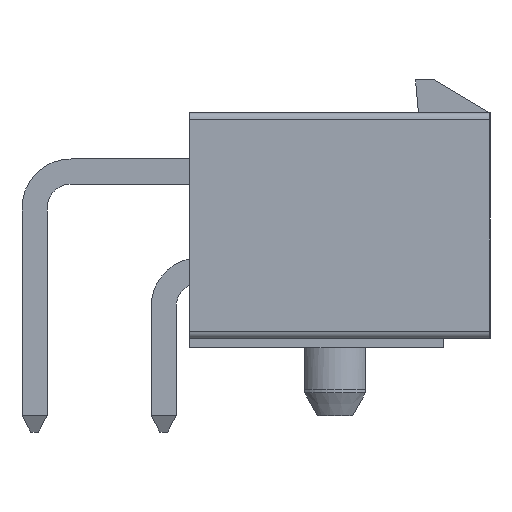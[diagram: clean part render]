
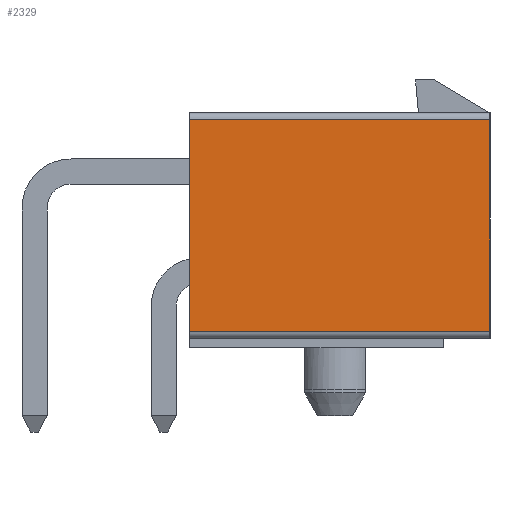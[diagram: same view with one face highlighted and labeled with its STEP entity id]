
A CAD part, left-side view. The second image highlights one B-rep face of the part: STEP entity #2329.
In plain terms, the highlighted planar face has unit normal (-1, 0, 0).
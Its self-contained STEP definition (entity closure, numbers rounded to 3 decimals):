
#32 = PLANE('',#33);
#33 = AXIS2_PLACEMENT_3D('',#34,#35,#36);
#34 = CARTESIAN_POINT('',(-8.4,-13.868,0.));
#35 = DIRECTION('',(0.,1.,0.));
#36 = DIRECTION('',(-1.,0.,0.));
#330 = VERTEX_POINT('',#331);
#331 = CARTESIAN_POINT('',(-19.5,-13.868,0.7));
#350 = CYLINDRICAL_SURFACE('',#351,0.3);
#351 = AXIS2_PLACEMENT_3D('',#352,#353,#354);
#352 = CARTESIAN_POINT('',(-19.2,-1.052,0.7));
#353 = DIRECTION('',(0.,-1.,0.));
#354 = DIRECTION('',(0.,0.,-1.));
#384 = EDGE_CURVE('',#330,#385,#387,.T.);
#385 = VERTEX_POINT('',#386);
#386 = CARTESIAN_POINT('',(-19.5,-13.868,9.7));
#387 = SURFACE_CURVE('',#388,(#392,#399),.PCURVE_S1.);
#388 = LINE('',#389,#390);
#389 = CARTESIAN_POINT('',(-19.5,-13.868,0.7));
#390 = VECTOR('',#391,1.);
#391 = DIRECTION('',(0.,0.,1.));
#392 = PCURVE('',#32,#393);
#393 = DEFINITIONAL_REPRESENTATION('',(#394),#398);
#394 = LINE('',#395,#396);
#395 = CARTESIAN_POINT('',(11.1,0.7));
#396 = VECTOR('',#397,1.);
#397 = DIRECTION('',(0.,1.));
#398 = ( GEOMETRIC_REPRESENTATION_CONTEXT(2) 
PARAMETRIC_REPRESENTATION_CONTEXT() REPRESENTATION_CONTEXT('2D SPACE',''
  ) );
#399 = PCURVE('',#400,#405);
#400 = PLANE('',#401);
#401 = AXIS2_PLACEMENT_3D('',#402,#403,#404);
#402 = CARTESIAN_POINT('',(-19.5,-13.868,0.4));
#403 = DIRECTION('',(-1.,0.,0.));
#404 = DIRECTION('',(0.,0.,1.));
#405 = DEFINITIONAL_REPRESENTATION('',(#406),#410);
#406 = LINE('',#407,#408);
#407 = CARTESIAN_POINT('',(0.3,0.));
#408 = VECTOR('',#409,1.);
#409 = DIRECTION('',(1.,0.));
#410 = ( GEOMETRIC_REPRESENTATION_CONTEXT(2) 
PARAMETRIC_REPRESENTATION_CONTEXT() REPRESENTATION_CONTEXT('2D SPACE',''
  ) );
#433 = CYLINDRICAL_SURFACE('',#434,0.3);
#434 = AXIS2_PLACEMENT_3D('',#435,#436,#437);
#435 = CARTESIAN_POINT('',(-19.2,-1.052,9.7));
#436 = DIRECTION('',(0.,-1.,0.));
#437 = DIRECTION('',(-1.,0.,0.));
#2136 = PLANE('',#2137);
#2137 = AXIS2_PLACEMENT_3D('',#2138,#2139,#2140);
#2138 = CARTESIAN_POINT('',(-8.4,-1.068,0.));
#2139 = DIRECTION('',(0.,1.,0.));
#2140 = DIRECTION('',(-1.,0.,0.));
#2240 = VERTEX_POINT('',#2241);
#2241 = CARTESIAN_POINT('',(-19.5,-1.068,9.7));
#2285 = EDGE_CURVE('',#2240,#385,#2286,.T.);
#2286 = SURFACE_CURVE('',#2287,(#2291,#2320),.PCURVE_S1.);
#2287 = LINE('',#2288,#2289);
#2288 = CARTESIAN_POINT('',(-19.5,-1.068,9.7));
#2289 = VECTOR('',#2290,1.);
#2290 = DIRECTION('',(0.,-1.,0.));
#2291 = PCURVE('',#433,#2292);
#2292 = DEFINITIONAL_REPRESENTATION('',(#2293),#2319);
#2293 = B_SPLINE_CURVE_WITH_KNOTS('',3,(#2294,#2295,#2296,#2297,#2298,
    #2299,#2300,#2301,#2302,#2303,#2304,#2305,#2306,#2307,#2308,#2309,
    #2310,#2311,#2312,#2313,#2314,#2315,#2316,#2317,#2318),
  .UNSPECIFIED.,.F.,.F.,(4,1,1,1,1,1,1,1,1,1,1,1,1,1,1,1,1,1,1,1,1,1,4),
  (0.,0.582,1.164,1.745,2.327,
    2.909,3.491,4.073,4.655,
    5.236,5.818,6.4,6.982,7.564,
    8.145,8.727,9.309,9.891,
    10.473,11.055,11.636,12.218,12.8
    ),.QUASI_UNIFORM_KNOTS.);
#2294 = CARTESIAN_POINT('',(6.283,0.016));
#2295 = CARTESIAN_POINT('',(6.283,0.21));
#2296 = CARTESIAN_POINT('',(6.283,0.597));
#2297 = CARTESIAN_POINT('',(6.283,1.179));
#2298 = CARTESIAN_POINT('',(6.283,1.761));
#2299 = CARTESIAN_POINT('',(6.283,2.343));
#2300 = CARTESIAN_POINT('',(6.283,2.925));
#2301 = CARTESIAN_POINT('',(6.283,3.507));
#2302 = CARTESIAN_POINT('',(6.283,4.088));
#2303 = CARTESIAN_POINT('',(6.283,4.67));
#2304 = CARTESIAN_POINT('',(6.283,5.252));
#2305 = CARTESIAN_POINT('',(6.283,5.834));
#2306 = CARTESIAN_POINT('',(6.283,6.416));
#2307 = CARTESIAN_POINT('',(6.283,6.997));
#2308 = CARTESIAN_POINT('',(6.283,7.579));
#2309 = CARTESIAN_POINT('',(6.283,8.161));
#2310 = CARTESIAN_POINT('',(6.283,8.743));
#2311 = CARTESIAN_POINT('',(6.283,9.325));
#2312 = CARTESIAN_POINT('',(6.283,9.907));
#2313 = CARTESIAN_POINT('',(6.283,10.488));
#2314 = CARTESIAN_POINT('',(6.283,11.07));
#2315 = CARTESIAN_POINT('',(6.283,11.652));
#2316 = CARTESIAN_POINT('',(6.283,12.234));
#2317 = CARTESIAN_POINT('',(6.283,12.622));
#2318 = CARTESIAN_POINT('',(6.283,12.816));
#2319 = ( GEOMETRIC_REPRESENTATION_CONTEXT(2) 
PARAMETRIC_REPRESENTATION_CONTEXT() REPRESENTATION_CONTEXT('2D SPACE',''
  ) );
#2320 = PCURVE('',#400,#2321);
#2321 = DEFINITIONAL_REPRESENTATION('',(#2322),#2326);
#2322 = LINE('',#2323,#2324);
#2323 = CARTESIAN_POINT('',(9.3,12.8));
#2324 = VECTOR('',#2325,1.);
#2325 = DIRECTION('',(0.,-1.));
#2326 = ( GEOMETRIC_REPRESENTATION_CONTEXT(2) 
PARAMETRIC_REPRESENTATION_CONTEXT() REPRESENTATION_CONTEXT('2D SPACE',''
  ) );
#2329 = ADVANCED_FACE('',(#2330),#400,.T.);
#2330 = FACE_BOUND('',#2331,.F.);
#2331 = EDGE_LOOP('',(#2332,#2333,#2334,#2379));
#2332 = ORIENTED_EDGE('',*,*,#2285,.T.);
#2333 = ORIENTED_EDGE('',*,*,#384,.F.);
#2334 = ORIENTED_EDGE('',*,*,#2335,.F.);
#2335 = EDGE_CURVE('',#2336,#330,#2338,.T.);
#2336 = VERTEX_POINT('',#2337);
#2337 = CARTESIAN_POINT('',(-19.5,-1.068,0.7));
#2338 = SURFACE_CURVE('',#2339,(#2343,#2350),.PCURVE_S1.);
#2339 = LINE('',#2340,#2341);
#2340 = CARTESIAN_POINT('',(-19.5,-1.068,0.7));
#2341 = VECTOR('',#2342,1.);
#2342 = DIRECTION('',(0.,-1.,0.));
#2343 = PCURVE('',#400,#2344);
#2344 = DEFINITIONAL_REPRESENTATION('',(#2345),#2349);
#2345 = LINE('',#2346,#2347);
#2346 = CARTESIAN_POINT('',(0.3,12.8));
#2347 = VECTOR('',#2348,1.);
#2348 = DIRECTION('',(0.,-1.));
#2349 = ( GEOMETRIC_REPRESENTATION_CONTEXT(2) 
PARAMETRIC_REPRESENTATION_CONTEXT() REPRESENTATION_CONTEXT('2D SPACE',''
  ) );
#2350 = PCURVE('',#350,#2351);
#2351 = DEFINITIONAL_REPRESENTATION('',(#2352),#2378);
#2352 = B_SPLINE_CURVE_WITH_KNOTS('',3,(#2353,#2354,#2355,#2356,#2357,
    #2358,#2359,#2360,#2361,#2362,#2363,#2364,#2365,#2366,#2367,#2368,
    #2369,#2370,#2371,#2372,#2373,#2374,#2375,#2376,#2377),
  .UNSPECIFIED.,.F.,.F.,(4,1,1,1,1,1,1,1,1,1,1,1,1,1,1,1,1,1,1,1,1,1,4),
  (0.,0.582,1.164,1.745,2.327,
    2.909,3.491,4.073,4.655,
    5.236,5.818,6.4,6.982,7.564,
    8.145,8.727,9.309,9.891,
    10.473,11.055,11.636,12.218,12.8
    ),.QUASI_UNIFORM_KNOTS.);
#2353 = CARTESIAN_POINT('',(4.712,0.016));
#2354 = CARTESIAN_POINT('',(4.712,0.21));
#2355 = CARTESIAN_POINT('',(4.712,0.597));
#2356 = CARTESIAN_POINT('',(4.712,1.179));
#2357 = CARTESIAN_POINT('',(4.712,1.761));
#2358 = CARTESIAN_POINT('',(4.712,2.343));
#2359 = CARTESIAN_POINT('',(4.712,2.925));
#2360 = CARTESIAN_POINT('',(4.712,3.507));
#2361 = CARTESIAN_POINT('',(4.712,4.088));
#2362 = CARTESIAN_POINT('',(4.712,4.67));
#2363 = CARTESIAN_POINT('',(4.712,5.252));
#2364 = CARTESIAN_POINT('',(4.712,5.834));
#2365 = CARTESIAN_POINT('',(4.712,6.416));
#2366 = CARTESIAN_POINT('',(4.712,6.997));
#2367 = CARTESIAN_POINT('',(4.712,7.579));
#2368 = CARTESIAN_POINT('',(4.712,8.161));
#2369 = CARTESIAN_POINT('',(4.712,8.743));
#2370 = CARTESIAN_POINT('',(4.712,9.325));
#2371 = CARTESIAN_POINT('',(4.712,9.907));
#2372 = CARTESIAN_POINT('',(4.712,10.488));
#2373 = CARTESIAN_POINT('',(4.712,11.07));
#2374 = CARTESIAN_POINT('',(4.712,11.652));
#2375 = CARTESIAN_POINT('',(4.712,12.234));
#2376 = CARTESIAN_POINT('',(4.712,12.622));
#2377 = CARTESIAN_POINT('',(4.712,12.816));
#2378 = ( GEOMETRIC_REPRESENTATION_CONTEXT(2) 
PARAMETRIC_REPRESENTATION_CONTEXT() REPRESENTATION_CONTEXT('2D SPACE',''
  ) );
#2379 = ORIENTED_EDGE('',*,*,#2380,.T.);
#2380 = EDGE_CURVE('',#2336,#2240,#2381,.T.);
#2381 = SURFACE_CURVE('',#2382,(#2386,#2393),.PCURVE_S1.);
#2382 = LINE('',#2383,#2384);
#2383 = CARTESIAN_POINT('',(-19.5,-1.068,0.7));
#2384 = VECTOR('',#2385,1.);
#2385 = DIRECTION('',(0.,0.,1.));
#2386 = PCURVE('',#400,#2387);
#2387 = DEFINITIONAL_REPRESENTATION('',(#2388),#2392);
#2388 = LINE('',#2389,#2390);
#2389 = CARTESIAN_POINT('',(0.3,12.8));
#2390 = VECTOR('',#2391,1.);
#2391 = DIRECTION('',(1.,0.));
#2392 = ( GEOMETRIC_REPRESENTATION_CONTEXT(2) 
PARAMETRIC_REPRESENTATION_CONTEXT() REPRESENTATION_CONTEXT('2D SPACE',''
  ) );
#2393 = PCURVE('',#2136,#2394);
#2394 = DEFINITIONAL_REPRESENTATION('',(#2395),#2399);
#2395 = LINE('',#2396,#2397);
#2396 = CARTESIAN_POINT('',(11.1,0.7));
#2397 = VECTOR('',#2398,1.);
#2398 = DIRECTION('',(0.,1.));
#2399 = ( GEOMETRIC_REPRESENTATION_CONTEXT(2) 
PARAMETRIC_REPRESENTATION_CONTEXT() REPRESENTATION_CONTEXT('2D SPACE',''
  ) );
